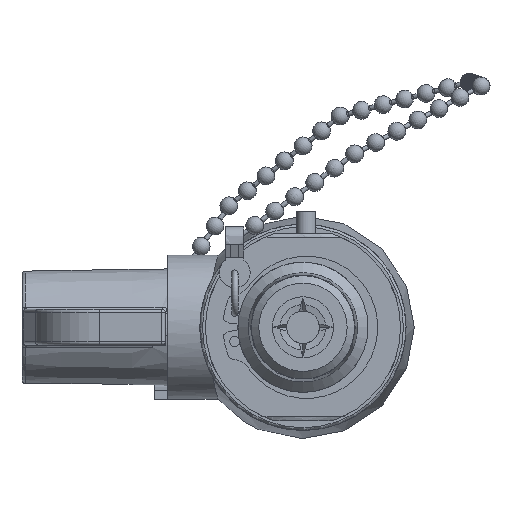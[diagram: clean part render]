
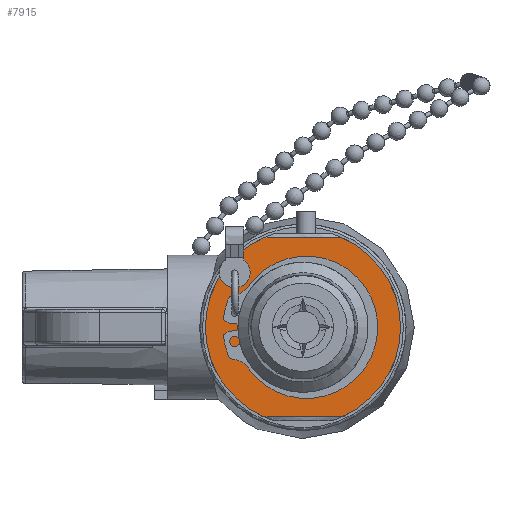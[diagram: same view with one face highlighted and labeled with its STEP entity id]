
A CAD part, left-side view. The second image highlights one B-rep face of the part: STEP entity #7915.
In plain terms, the highlighted planar face has unit normal (-1, 0, 0).
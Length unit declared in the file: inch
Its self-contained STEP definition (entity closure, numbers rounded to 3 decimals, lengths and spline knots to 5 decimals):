
#7729=CARTESIAN_POINT('',(-2.642,0.29974,-0.6875));
#7730=VERTEX_POINT('',#7729);
#7737=CARTESIAN_POINT('',(-2.642,0.29974,0.6875));
#7738=VERTEX_POINT('',#7737);
#7739=CARTESIAN_POINT('',(-2.642,0.,0.));
#7740=DIRECTION('',(-1.0,0.0,0.0));
#7741=DIRECTION('',(0.0,0.0,1.0));
#7742=AXIS2_PLACEMENT_3D('',#7739,#7740,#7741);
#7743=CIRCLE('',#7742,0.75);
#7744=EDGE_CURVE('',#7738,#7730,#7743,.T.);
#7832=CARTESIAN_POINT('',(-2.642,-0.29974,-0.6875));
#7833=VERTEX_POINT('',#7832);
#7841=CARTESIAN_POINT('',(-2.642,-0.29974,0.6875));
#7842=VERTEX_POINT('',#7841);
#7849=CARTESIAN_POINT('',(-2.642,0.,0.));
#7850=DIRECTION('',(-1.0,0.0,0.0));
#7851=DIRECTION('',(0.0,0.0,1.0));
#7852=AXIS2_PLACEMENT_3D('',#7849,#7850,#7851);
#7853=CIRCLE('',#7852,0.75);
#7854=EDGE_CURVE('',#7833,#7842,#7853,.T.);
#7866=CARTESIAN_POINT('',(-2.642,-0.29974,0.6875));
#7867=DIRECTION('',(0.0,1.0,0.0));
#7868=VECTOR('',#7867,0.59948);
#7869=LINE('',#7866,#7868);
#7870=EDGE_CURVE('',#7842,#7738,#7869,.T.);
#7883=CARTESIAN_POINT('',(-2.642,0.29974,-0.6875));
#7884=DIRECTION('',(0.0,-1.0,0.0));
#7885=VECTOR('',#7884,0.59948);
#7886=LINE('',#7883,#7885);
#7887=EDGE_CURVE('',#7730,#7833,#7886,.T.);
#7893=CARTESIAN_POINT('',(-2.642,0.,0.55075));
#7894=DIRECTION('',(-1.0,0.0,0.0));
#7895=DIRECTION('',(0.0,0.0,1.0));
#7896=AXIS2_PLACEMENT_3D('',#7893,#7894,#7895);
#7897=PLANE('',#7896);
#7898=ORIENTED_EDGE('',*,*,#7887,.T.);
#7899=ORIENTED_EDGE('',*,*,#7854,.T.);
#7900=ORIENTED_EDGE('',*,*,#7870,.T.);
#7901=ORIENTED_EDGE('',*,*,#7744,.T.);
#7902=EDGE_LOOP('',(#7898,#7899,#7900,#7901));
#7903=FACE_OUTER_BOUND('',#7902,.T.);
#7904=CARTESIAN_POINT('',(-2.642,-0.41391,0.));
#7905=VERTEX_POINT('',#7904);
#7906=CARTESIAN_POINT('',(-2.642,0.,0.));
#7907=DIRECTION('',(1.0,0.0,0.0));
#7908=DIRECTION('',(0.0,1.0,0.0));
#7909=AXIS2_PLACEMENT_3D('',#7906,#7907,#7908);
#7910=CIRCLE('',#7909,0.41391);
#7911=EDGE_CURVE('',#7905,#7905,#7910,.T.);
#7912=ORIENTED_EDGE('',*,*,#7911,.T.);
#7913=EDGE_LOOP('',(#7912));
#7914=FACE_BOUND('',#7913,.T.);
#7915=ADVANCED_FACE('',(#7903,#7914),#7897,.T.);
